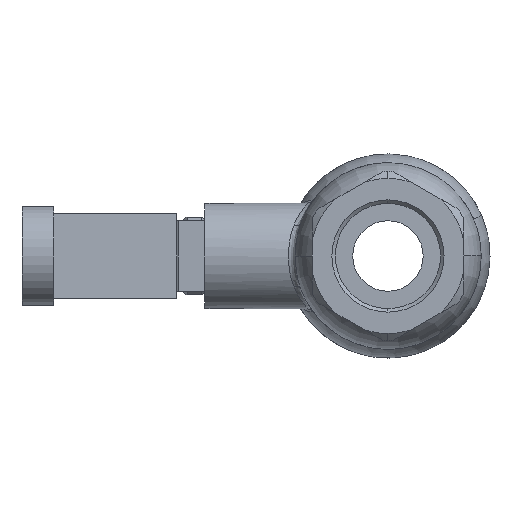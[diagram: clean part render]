
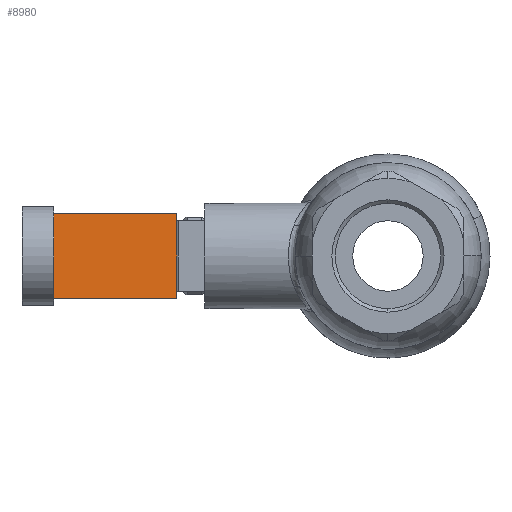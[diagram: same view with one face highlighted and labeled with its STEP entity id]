
A CAD part, left-side view. The second image highlights one B-rep face of the part: STEP entity #8980.
In plain terms, the highlighted face is planar.
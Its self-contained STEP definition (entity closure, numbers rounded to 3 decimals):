
#4420=CARTESIAN_POINT('',(8.,-6.,0.));
#4430=VERTEX_POINT('',#4420);
#4460=CARTESIAN_POINT('',(8.,-6.,0.));
#4470=DIRECTION('',(0.,1.,0.));
#4480=VECTOR('',#4470,1000.);
#4490=LINE('',#4460,#4480);
#4500=CARTESIAN_POINT('',(8.,6.,0.));
#4510=VERTEX_POINT('',#4500);
#4520=EDGE_CURVE('',#4430,#4510,#4490,.T.);
#8030=CARTESIAN_POINT('',(26.5,-6.,18.5));
#8040=VERTEX_POINT('',#8030);
#8070=CARTESIAN_POINT('',(8.,-6.,0.));
#8080=DIRECTION('',(0.707,0.,0.707));
#8090=VECTOR('',#8080,1000.);
#8100=LINE('',#8070,#8090);
#8110=EDGE_CURVE('',#4430,#8040,#8100,.T.);
#8750=CARTESIAN_POINT('',(8.,-6.,0.));
#8760=DIRECTION('',(-0.707,0.,0.707));
#8770=DIRECTION('',(0.707,0.,0.707));
#8780=AXIS2_PLACEMENT_3D('',#8750,#8760,#8770);
#8790=PLANE('',#8780);
#8800=ORIENTED_EDGE('',*,*,#4520,.T.);
#8810=ORIENTED_EDGE('',*,*,#8110,.F.);
#8820=CARTESIAN_POINT('',(26.5,-6.,18.5));
#8830=DIRECTION('',(0.,1.,0.));
#8840=VECTOR('',#8830,1000.);
#8850=LINE('',#8820,#8840);
#8860=CARTESIAN_POINT('',(26.5,6.,18.5));
#8870=VERTEX_POINT('',#8860);
#8880=EDGE_CURVE('',#8040,#8870,#8850,.T.);
#8890=ORIENTED_EDGE('',*,*,#8880,.F.);
#8900=CARTESIAN_POINT('',(8.,6.,0.));
#8910=DIRECTION('',(0.707,0.,0.707));
#8920=VECTOR('',#8910,1000.);
#8930=LINE('',#8900,#8920);
#8940=EDGE_CURVE('',#4510,#8870,#8930,.T.);
#8950=ORIENTED_EDGE('',*,*,#8940,.T.);
#8960=EDGE_LOOP('',(#8950,#8890,#8810,#8800));
#8970=FACE_OUTER_BOUND('',#8960,.T.);
#8980=ADVANCED_FACE('',(#8970),#8790,.F.);
